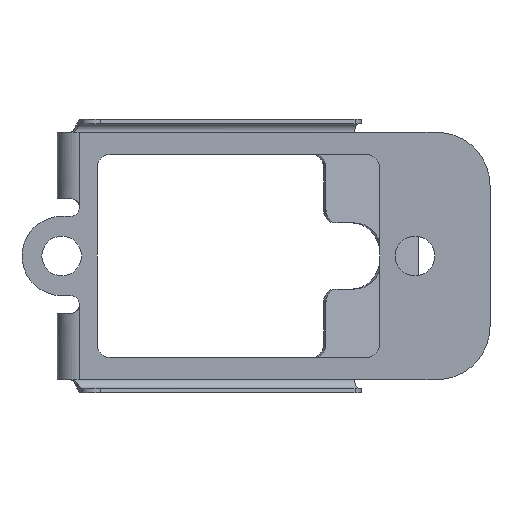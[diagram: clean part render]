
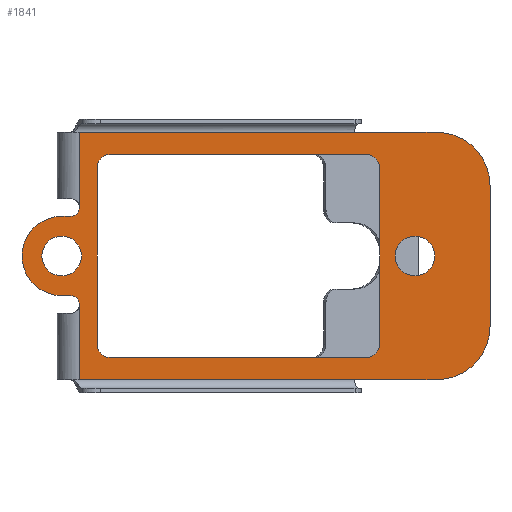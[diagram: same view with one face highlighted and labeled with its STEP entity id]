
A CAD part, front view. The second image highlights one B-rep face of the part: STEP entity #1841.
In plain terms, the highlighted planar face has unit normal (0, -1, 0).
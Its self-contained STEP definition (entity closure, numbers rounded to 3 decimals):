
#15=DIRECTION('',(1.,0.,0.));
#16=VECTOR('',#15,40.5);
#17=CARTESIAN_POINT('',(-18.,-0.508,-14.));
#18=LINE('',#17,#16);
#431=CARTESIAN_POINT('',(20.,-0.508,0.));
#432=DIRECTION('',(0.,1.,0.));
#433=DIRECTION('',(1.,0.,0.));
#434=AXIS2_PLACEMENT_3D('',#431,#432,#433);
#436=CARTESIAN_POINT('',(20.,-0.508,0.));
#437=DIRECTION('',(0.,1.,0.));
#438=DIRECTION('',(-1.,0.,0.));
#439=AXIS2_PLACEMENT_3D('',#436,#437,#438);
#441=CARTESIAN_POINT('',(-20.,-0.508,0.));
#442=DIRECTION('',(0.,1.,0.));
#443=DIRECTION('',(1.,0.,0.));
#444=AXIS2_PLACEMENT_3D('',#441,#442,#443);
#446=CARTESIAN_POINT('',(-20.,-0.508,0.));
#447=DIRECTION('',(0.,1.,0.));
#448=DIRECTION('',(-1.,0.,0.));
#449=AXIS2_PLACEMENT_3D('',#446,#447,#448);
#451=DIRECTION('',(-1.,0.,0.));
#452=VECTOR('',#451,29.);
#453=CARTESIAN_POINT('',(14.5,-0.508,11.5));
#454=LINE('',#453,#452);
#455=DIRECTION('',(0.,0.,-1.));
#456=VECTOR('',#455,20.);
#457=CARTESIAN_POINT('',(-16.,-0.508,10.));
#458=LINE('',#457,#456);
#459=DIRECTION('',(1.,0.,0.));
#460=VECTOR('',#459,29.);
#461=CARTESIAN_POINT('',(-14.5,-0.508,-11.5));
#462=LINE('',#461,#460);
#463=DIRECTION('',(0.,0.,1.));
#464=VECTOR('',#463,20.);
#465=CARTESIAN_POINT('',(16.,-0.508,-10.));
#466=LINE('',#465,#464);
#467=DIRECTION('',(1.,0.,0.));
#468=VECTOR('',#467,1.137);
#469=CARTESIAN_POINT('',(-20.138,-0.508,-4.498));
#470=LINE('',#469,#468);
#471=CARTESIAN_POINT('',(-20.,-0.508,0.));
#472=DIRECTION('',(0.,1.,0.));
#473=DIRECTION('',(-0.031,0.,-1.));
#474=AXIS2_PLACEMENT_3D('',#471,#472,#473);
#476=DIRECTION('',(-1.,0.,0.));
#477=VECTOR('',#476,1.);
#478=CARTESIAN_POINT('',(-19.,-0.508,4.5));
#479=LINE('',#478,#477);
#480=CARTESIAN_POINT('',(22.5,-0.508,8.));
#481=DIRECTION('',(0.,-1.,0.));
#482=DIRECTION('',(1.,0.,0.));
#483=AXIS2_PLACEMENT_3D('',#480,#481,#482);
#485=CARTESIAN_POINT('',(22.5,-0.508,-8.));
#486=DIRECTION('',(0.,-1.,0.));
#487=DIRECTION('',(0.,0.,-1.));
#488=AXIS2_PLACEMENT_3D('',#485,#486,#487);
#506=CARTESIAN_POINT('',(-14.5,-0.508,10.));
#507=DIRECTION('',(0.,1.,0.));
#508=DIRECTION('',(-1.,0.,0.));
#509=AXIS2_PLACEMENT_3D('',#506,#507,#508);
#524=CARTESIAN_POINT('',(-14.5,-0.508,-10.));
#525=DIRECTION('',(0.,1.,0.));
#526=DIRECTION('',(0.,0.,-1.));
#527=AXIS2_PLACEMENT_3D('',#524,#525,#526);
#542=CARTESIAN_POINT('',(14.5,-0.508,-10.));
#543=DIRECTION('',(0.,1.,0.));
#544=DIRECTION('',(1.,0.,0.));
#545=AXIS2_PLACEMENT_3D('',#542,#543,#544);
#560=CARTESIAN_POINT('',(14.5,-0.508,10.));
#561=DIRECTION('',(0.,1.,0.));
#562=DIRECTION('',(0.,0.,1.));
#563=AXIS2_PLACEMENT_3D('',#560,#561,#562);
#570=DIRECTION('',(0.,0.,-1.));
#571=VECTOR('',#570,8.501);
#572=CARTESIAN_POINT('',(-18.,-0.508,-5.499));
#573=LINE('',#572,#571);
#574=CARTESIAN_POINT('',(-19.001,-0.508,-5.499));
#575=DIRECTION('',(0.,1.,0.));
#576=DIRECTION('',(0.,0.,1.));
#577=AXIS2_PLACEMENT_3D('',#574,#575,#576);
#632=CARTESIAN_POINT('',(-18.,-0.508,5.5));
#634=CARTESIAN_POINT('',(-19.,-0.508,5.5));
#635=DIRECTION('',(0.,1.,0.));
#636=DIRECTION('',(1.,0.,0.));
#637=AXIS2_PLACEMENT_3D('',#634,#635,#636);
#679=DIRECTION('',(0.,0.,-1.));
#680=VECTOR('',#679,8.5);
#681=CARTESIAN_POINT('',(-18.,-0.508,14.));
#682=LINE('',#681,#680);
#708=DIRECTION('',(1.,0.,0.));
#709=VECTOR('',#708,40.5);
#710=CARTESIAN_POINT('',(-18.,-0.508,14.));
#711=LINE('',#710,#709);
#960=DIRECTION('',(0.,0.,1.));
#961=VECTOR('',#960,16.);
#962=CARTESIAN_POINT('',(28.5,-0.508,-8.));
#963=LINE('',#962,#961);
#968=CARTESIAN_POINT('',(22.5,-0.508,-14.));
#969=CARTESIAN_POINT('',(28.5,-0.508,-8.));
#970=VERTEX_POINT('',#968);
#971=VERTEX_POINT('',#969);
#978=CARTESIAN_POINT('',(28.5,-0.508,8.));
#979=VERTEX_POINT('',#978);
#988=CARTESIAN_POINT('',(22.25,-0.508,0.));
#989=CARTESIAN_POINT('',(17.75,-0.508,0.));
#990=VERTEX_POINT('',#988);
#991=VERTEX_POINT('',#989);
#992=CARTESIAN_POINT('',(-17.75,-0.508,0.));
#993=CARTESIAN_POINT('',(-22.25,-0.508,0.));
#994=VERTEX_POINT('',#992);
#995=VERTEX_POINT('',#993);
#998=CARTESIAN_POINT('',(22.5,-0.508,14.));
#999=VERTEX_POINT('',#998);
#1000=CARTESIAN_POINT('',(-14.5,-0.508,-11.5));
#1002=VERTEX_POINT('',#1000);
#1004=CARTESIAN_POINT('',(-16.,-0.508,-10.));
#1006=VERTEX_POINT('',#1004);
#1008=CARTESIAN_POINT('',(-16.,-0.508,10.));
#1010=VERTEX_POINT('',#1008);
#1012=CARTESIAN_POINT('',(-14.5,-0.508,11.5));
#1014=VERTEX_POINT('',#1012);
#1016=CARTESIAN_POINT('',(14.5,-0.508,11.5));
#1018=VERTEX_POINT('',#1016);
#1020=CARTESIAN_POINT('',(16.,-0.508,10.));
#1022=VERTEX_POINT('',#1020);
#1024=CARTESIAN_POINT('',(16.,-0.508,-10.));
#1026=VERTEX_POINT('',#1024);
#1028=CARTESIAN_POINT('',(14.5,-0.508,-11.5));
#1030=VERTEX_POINT('',#1028);
#1033=CARTESIAN_POINT('',(-20.,-0.508,4.5));
#1035=VERTEX_POINT('',#1033);
#1037=CARTESIAN_POINT('',(-20.138,-0.508,-4.498));
#1039=VERTEX_POINT('',#1037);
#1090=CARTESIAN_POINT('',(-18.,-0.508,-14.));
#1091=VERTEX_POINT('',#1090);
#1102=CARTESIAN_POINT('',(-18.,-0.508,14.));
#1103=VERTEX_POINT('',#1102);
#1154=CARTESIAN_POINT('',(-19.,-0.508,4.5));
#1156=VERTEX_POINT('',#1154);
#1158=VERTEX_POINT('',#632);
#1161=CARTESIAN_POINT('',(-19.001,-0.508,-4.498));
#1163=VERTEX_POINT('',#1161);
#1169=CARTESIAN_POINT('',(-18.,-0.508,-5.499));
#1170=VERTEX_POINT('',#1169);
#1783=CARTESIAN_POINT('',(-23.792,-0.508,-14.));
#1784=DIRECTION('',(0.,-1.,0.));
#1785=DIRECTION('',(1.,0.,0.));
#1786=AXIS2_PLACEMENT_3D('',#1783,#1784,#1785);
#1787=PLANE('',#1786);
#1789=ORIENTED_EDGE('',*,*,#1788,.F.);
#1791=ORIENTED_EDGE('',*,*,#1790,.F.);
#1793=ORIENTED_EDGE('',*,*,#1792,.F.);
#1795=ORIENTED_EDGE('',*,*,#1794,.T.);
#1797=ORIENTED_EDGE('',*,*,#1796,.F.);
#1799=ORIENTED_EDGE('',*,*,#1798,.F.);
#1801=ORIENTED_EDGE('',*,*,#1800,.F.);
#1803=ORIENTED_EDGE('',*,*,#1802,.T.);
#1805=ORIENTED_EDGE('',*,*,#1804,.F.);
#1807=ORIENTED_EDGE('',*,*,#1806,.F.);
#1809=ORIENTED_EDGE('',*,*,#1808,.F.);
#1810=ORIENTED_EDGE('',*,*,#1247,.F.);
#1811=EDGE_LOOP('',(#1789,#1791,#1793,#1795,#1797,#1799,#1801,#1803,#1805,#1807,
#1809,#1810));
#1812=FACE_OUTER_BOUND('',#1811,.F.);
#1814=ORIENTED_EDGE('',*,*,#1813,.F.);
#1816=ORIENTED_EDGE('',*,*,#1815,.F.);
#1817=EDGE_LOOP('',(#1814,#1816));
#1818=FACE_BOUND('',#1817,.F.);
#1820=ORIENTED_EDGE('',*,*,#1819,.T.);
#1822=ORIENTED_EDGE('',*,*,#1821,.F.);
#1824=ORIENTED_EDGE('',*,*,#1823,.T.);
#1826=ORIENTED_EDGE('',*,*,#1825,.F.);
#1828=ORIENTED_EDGE('',*,*,#1827,.T.);
#1830=ORIENTED_EDGE('',*,*,#1829,.F.);
#1832=ORIENTED_EDGE('',*,*,#1831,.T.);
#1834=ORIENTED_EDGE('',*,*,#1833,.F.);
#1835=EDGE_LOOP('',(#1820,#1822,#1824,#1826,#1828,#1830,#1832,#1834));
#1836=FACE_BOUND('',#1835,.F.);
#1837=ORIENTED_EDGE('',*,*,#1763,.F.);
#1838=ORIENTED_EDGE('',*,*,#1777,.F.);
#1839=EDGE_LOOP('',(#1837,#1838));
#1840=FACE_BOUND('',#1839,.F.);
#1841=ADVANCED_FACE('',(#1812,#1818,#1836,#1840),#1787,.T.);
#435=CIRCLE('',#434,2.25);
#440=CIRCLE('',#439,2.25);
#445=CIRCLE('',#444,2.25);
#450=CIRCLE('',#449,2.25);
#475=CIRCLE('',#474,4.5);
#484=CIRCLE('',#483,6.);
#489=CIRCLE('',#488,6.);
#510=CIRCLE('',#509,1.5);
#528=CIRCLE('',#527,1.5);
#546=CIRCLE('',#545,1.5);
#564=CIRCLE('',#563,1.5);
#578=CIRCLE('',#577,1.001);
#638=CIRCLE('',#637,1.);
#1247=EDGE_CURVE('',#1091,#970,#18,.T.);
#1763=EDGE_CURVE('',#990,#991,#435,.T.);
#1777=EDGE_CURVE('',#991,#990,#440,.T.);
#1788=EDGE_CURVE('',#1170,#1091,#573,.T.);
#1790=EDGE_CURVE('',#1163,#1170,#578,.T.);
#1792=EDGE_CURVE('',#1039,#1163,#470,.T.);
#1794=EDGE_CURVE('',#1039,#1035,#475,.T.);
#1796=EDGE_CURVE('',#1156,#1035,#479,.T.);
#1798=EDGE_CURVE('',#1158,#1156,#638,.T.);
#1800=EDGE_CURVE('',#1103,#1158,#682,.T.);
#1802=EDGE_CURVE('',#1103,#999,#711,.T.);
#1804=EDGE_CURVE('',#979,#999,#484,.T.);
#1806=EDGE_CURVE('',#971,#979,#963,.T.);
#1808=EDGE_CURVE('',#970,#971,#489,.T.);
#1813=EDGE_CURVE('',#994,#995,#445,.T.);
#1815=EDGE_CURVE('',#995,#994,#450,.T.);
#1819=EDGE_CURVE('',#1018,#1014,#454,.T.);
#1821=EDGE_CURVE('',#1010,#1014,#510,.T.);
#1823=EDGE_CURVE('',#1010,#1006,#458,.T.);
#1825=EDGE_CURVE('',#1002,#1006,#528,.T.);
#1827=EDGE_CURVE('',#1002,#1030,#462,.T.);
#1829=EDGE_CURVE('',#1026,#1030,#546,.T.);
#1831=EDGE_CURVE('',#1026,#1022,#466,.T.);
#1833=EDGE_CURVE('',#1018,#1022,#564,.T.);
